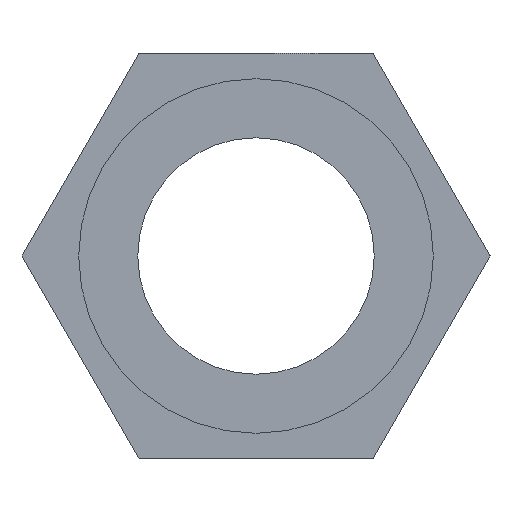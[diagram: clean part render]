
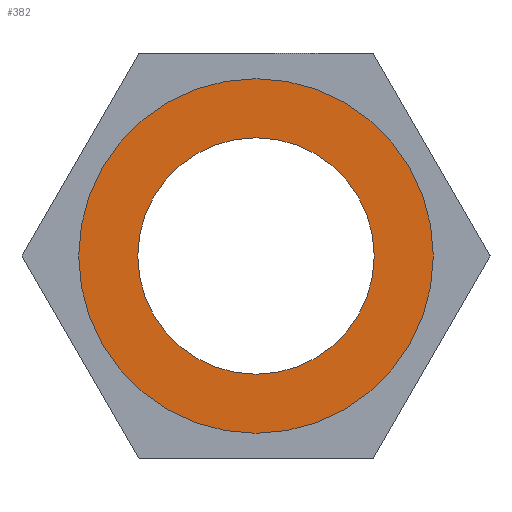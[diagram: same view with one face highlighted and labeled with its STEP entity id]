
A CAD part, left-side view. The second image highlights one B-rep face of the part: STEP entity #382.
In plain terms, the highlighted planar face has unit normal (-1, 0, 0).
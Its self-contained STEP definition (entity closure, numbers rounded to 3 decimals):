
#50=PLANE($,#438);
#85=FACE_BOUND($,#154,.T.);
#109=FACE_OUTER_BOUND($,#153,.T.);
#153=EDGE_LOOP($,(#306));
#154=EDGE_LOOP($,(#307));
#196=CIRCLE($,#428,10.5);
#200=CIRCLE($,#435,7.);
#219=VERTEX_POINT($,#625);
#223=VERTEX_POINT($,#636);
#254=EDGE_CURVE($,#219,#219,#196,.T.);
#258=EDGE_CURVE($,#223,#223,#200,.T.);
#306=ORIENTED_EDGE($,*,*,#254,.F.);
#307=ORIENTED_EDGE($,*,*,#258,.T.);
#382=ADVANCED_FACE($,(#109,#85),#50,.T.);
#428=AXIS2_PLACEMENT_3D($,#626,#510,#511);
#435=AXIS2_PLACEMENT_3D($,#637,#524,#525);
#438=AXIS2_PLACEMENT_3D($,#641,#530,#531);
#510=DIRECTION('center_axis',(1.,0.,0.));
#511=DIRECTION('ref_axis',(0.,1.,0.));
#524=DIRECTION('center_axis',(1.,0.,0.));
#525=DIRECTION('ref_axis',(0.,1.,0.));
#530=DIRECTION('center_axis',(-1.,0.,0.));
#531=DIRECTION('ref_axis',(0.,0.,1.));
#625=CARTESIAN_POINT('',(0.,-10.5,0.));
#626=CARTESIAN_POINT('Origin',(0.,0.,0.));
#636=CARTESIAN_POINT('',(0.,-7.,0.));
#637=CARTESIAN_POINT('Origin',(0.,0.,0.));
#641=CARTESIAN_POINT('Origin',(0.,8.75,0.));
